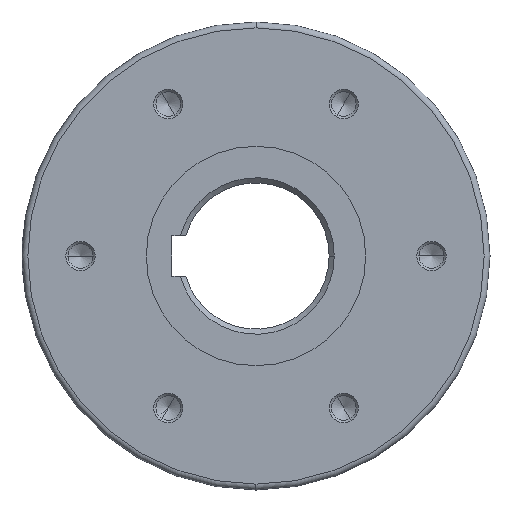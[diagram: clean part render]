
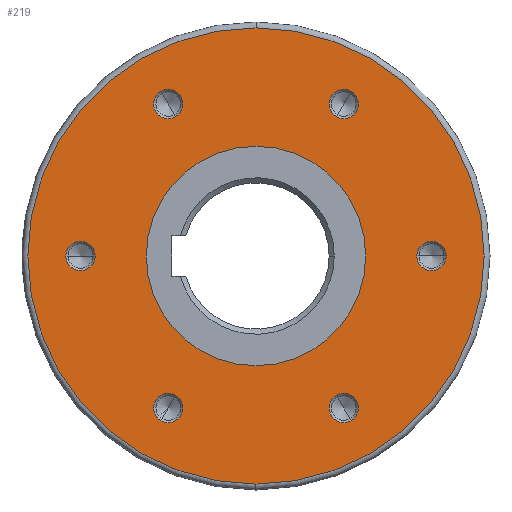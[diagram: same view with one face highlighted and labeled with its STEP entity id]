
A CAD part, left-side view. The second image highlights one B-rep face of the part: STEP entity #219.
In plain terms, the highlighted planar face has unit normal (-1, 0, 0).
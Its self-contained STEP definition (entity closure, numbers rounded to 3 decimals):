
#219=ADVANCED_FACE('',(#598,#599,#600,#601,#602,#603,#604,#605),#606,.T.);
#598=FACE_BOUND('',#1009,.T.);
#599=FACE_BOUND('',#1010,.T.);
#600=FACE_BOUND('',#1011,.T.);
#601=FACE_BOUND('',#1012,.T.);
#602=FACE_BOUND('',#1013,.T.);
#603=FACE_BOUND('',#1014,.T.);
#604=FACE_OUTER_BOUND('',#1015,.T.);
#605=FACE_BOUND('',#1016,.T.);
#606=PLANE('',#1017);
#1009=EDGE_LOOP('',(#2276,#2277));
#1010=EDGE_LOOP('',(#2278,#2279));
#1011=EDGE_LOOP('',(#2280,#2281));
#1012=EDGE_LOOP('',(#2282,#2283));
#1013=EDGE_LOOP('',(#2284,#2285));
#1014=EDGE_LOOP('',(#2286,#2287));
#1015=EDGE_LOOP('',(#2288,#2289,#2290));
#1016=EDGE_LOOP('',(#2291,#2292));
#1017=AXIS2_PLACEMENT_3D('',#2293,#2294,#2295);
#2276=ORIENTED_EDGE('',*,*,#2600,.T.);
#2277=ORIENTED_EDGE('',*,*,#2774,.T.);
#2278=ORIENTED_EDGE('',*,*,#2583,.T.);
#2279=ORIENTED_EDGE('',*,*,#2779,.T.);
#2280=ORIENTED_EDGE('',*,*,#2566,.T.);
#2281=ORIENTED_EDGE('',*,*,#2784,.T.);
#2282=ORIENTED_EDGE('',*,*,#2549,.T.);
#2283=ORIENTED_EDGE('',*,*,#2789,.T.);
#2284=ORIENTED_EDGE('',*,*,#2532,.T.);
#2285=ORIENTED_EDGE('',*,*,#2794,.T.);
#2286=ORIENTED_EDGE('',*,*,#2515,.T.);
#2287=ORIENTED_EDGE('',*,*,#2799,.T.);
#2288=ORIENTED_EDGE('',*,*,#2826,.T.);
#2289=ORIENTED_EDGE('',*,*,#2485,.T.);
#2290=ORIENTED_EDGE('',*,*,#2827,.T.);
#2291=ORIENTED_EDGE('',*,*,#2444,.F.);
#2292=ORIENTED_EDGE('',*,*,#2828,.F.);
#2293=CARTESIAN_POINT('',(-46.0,0.0,0.));
#2294=DIRECTION('',(-1.0,0.0,0.));
#2295=DIRECTION('',(0.,0.0,1.0));
#2444=EDGE_CURVE('',#2852,#2848,#2854,.T.);
#2485=EDGE_CURVE('',#2927,#2929,#2931,.T.);
#2515=EDGE_CURVE('',#2980,#2982,#2984,.T.);
#2532=EDGE_CURVE('',#3010,#3012,#3014,.T.);
#2549=EDGE_CURVE('',#3040,#3042,#3044,.T.);
#2566=EDGE_CURVE('',#3070,#3072,#3074,.T.);
#2583=EDGE_CURVE('',#3100,#3102,#3104,.T.);
#2600=EDGE_CURVE('',#3130,#3132,#3134,.T.);
#2774=EDGE_CURVE('',#3132,#3130,#3409,.T.);
#2779=EDGE_CURVE('',#3102,#3100,#3414,.T.);
#2784=EDGE_CURVE('',#3072,#3070,#3419,.T.);
#2789=EDGE_CURVE('',#3042,#3040,#3424,.T.);
#2794=EDGE_CURVE('',#3012,#3010,#3429,.T.);
#2799=EDGE_CURVE('',#2982,#2980,#3434,.T.);
#2826=EDGE_CURVE('',#3472,#2927,#3473,.T.);
#2827=EDGE_CURVE('',#2929,#3472,#3474,.T.);
#2828=EDGE_CURVE('',#2848,#2852,#3475,.T.);
#2848=VERTEX_POINT('',#3501);
#2852=VERTEX_POINT('',#3506);
#2854=CIRCLE('',#3509,37.5);
#2927=VERTEX_POINT('',#3742);
#2929=VERTEX_POINT('',#3744);
#2931=CIRCLE('',#3746,78.0);
#2980=VERTEX_POINT('',#3825);
#2982=VERTEX_POINT('',#3828);
#2984=CIRCLE('',#3831,5.0);
#3010=VERTEX_POINT('',#3865);
#3012=VERTEX_POINT('',#3868);
#3014=CIRCLE('',#3871,5.0);
#3040=VERTEX_POINT('',#3905);
#3042=VERTEX_POINT('',#3908);
#3044=CIRCLE('',#3911,5.0);
#3070=VERTEX_POINT('',#3945);
#3072=VERTEX_POINT('',#3948);
#3074=CIRCLE('',#3951,5.0);
#3100=VERTEX_POINT('',#3985);
#3102=VERTEX_POINT('',#3988);
#3104=CIRCLE('',#3991,5.0);
#3130=VERTEX_POINT('',#4025);
#3132=VERTEX_POINT('',#4028);
#3134=CIRCLE('',#4031,5.0);
#3409=CIRCLE('',#4455,5.0);
#3414=CIRCLE('',#4460,5.0);
#3419=CIRCLE('',#4465,5.0);
#3424=CIRCLE('',#4470,5.0);
#3429=CIRCLE('',#4475,5.0);
#3434=CIRCLE('',#4480,5.0);
#3472=VERTEX_POINT('',#4548);
#3473=CIRCLE('',#4549,78.0);
#3474=CIRCLE('',#4550,78.0);
#3475=CIRCLE('',#4551,37.5);
#3501=CARTESIAN_POINT('',(-46.0,0.,-37.5));
#3506=CARTESIAN_POINT('',(-46.0,0.,37.5));
#3509=AXIS2_PLACEMENT_3D('',#4586,#4587,#4588);
#3742=CARTESIAN_POINT('',(-46.0,0.,78.0));
#3744=CARTESIAN_POINT('',(-46.0,0.,-78.0));
#3746=AXIS2_PLACEMENT_3D('',#4681,#4682,#4683);
#3825=CARTESIAN_POINT('',(-46.0,65.0,0.0));
#3828=CARTESIAN_POINT('',(-46.0,55.0,0.));
#3831=AXIS2_PLACEMENT_3D('',#4737,#4738,#4739);
#3865=CARTESIAN_POINT('',(-46.0,32.5,56.292));
#3868=CARTESIAN_POINT('',(-46.0,27.5,47.631));
#3871=AXIS2_PLACEMENT_3D('',#4768,#4769,#4770);
#3905=CARTESIAN_POINT('',(-46.0,-32.5,56.292));
#3908=CARTESIAN_POINT('',(-46.0,-27.5,47.631));
#3911=AXIS2_PLACEMENT_3D('',#4799,#4800,#4801);
#3945=CARTESIAN_POINT('',(-46.0,-65.0,0.));
#3948=CARTESIAN_POINT('',(-46.0,-55.0,0.));
#3951=AXIS2_PLACEMENT_3D('',#4830,#4831,#4832);
#3985=CARTESIAN_POINT('',(-46.0,-32.5,-56.292));
#3988=CARTESIAN_POINT('',(-46.0,-27.5,-47.631));
#3991=AXIS2_PLACEMENT_3D('',#4861,#4862,#4863);
#4025=CARTESIAN_POINT('',(-46.0,32.5,-56.292));
#4028=CARTESIAN_POINT('',(-46.0,27.5,-47.631));
#4031=AXIS2_PLACEMENT_3D('',#4892,#4893,#4894);
#4455=AXIS2_PLACEMENT_3D('',#5241,#5242,#5243);
#4460=AXIS2_PLACEMENT_3D('',#5256,#5257,#5258);
#4465=AXIS2_PLACEMENT_3D('',#5271,#5272,#5273);
#4470=AXIS2_PLACEMENT_3D('',#5286,#5287,#5288);
#4475=AXIS2_PLACEMENT_3D('',#5301,#5302,#5303);
#4480=AXIS2_PLACEMENT_3D('',#5316,#5317,#5318);
#4548=CARTESIAN_POINT('',(-46.0,-78.0,0.));
#4549=AXIS2_PLACEMENT_3D('',#5367,#5368,#5369);
#4550=AXIS2_PLACEMENT_3D('',#5370,#5371,#5372);
#4551=AXIS2_PLACEMENT_3D('',#5373,#5374,#5375);
#4586=CARTESIAN_POINT('',(-46.0,0.0,0.0));
#4587=DIRECTION('',(-1.0,0.0,0.));
#4588=DIRECTION('',(0.,0.0,-1.0));
#4681=CARTESIAN_POINT('',(-46.0,0.0,0.));
#4682=DIRECTION('',(-1.0,-0.0,0.));
#4683=DIRECTION('',(0.0,-1.0,0.0));
#4737=CARTESIAN_POINT('',(-46.0,60.0,0.0));
#4738=DIRECTION('',(1.0,-0.0,0.));
#4739=DIRECTION('',(0.0,1.0,0.0));
#4768=CARTESIAN_POINT('',(-46.0,30.0,51.962));
#4769=DIRECTION('',(1.0,0.0,0.));
#4770=DIRECTION('',(0.,0.5,0.866));
#4799=CARTESIAN_POINT('',(-46.0,-30.0,51.962));
#4800=DIRECTION('',(1.0,0.0,0.));
#4801=DIRECTION('',(0.,-0.5,0.866));
#4830=CARTESIAN_POINT('',(-46.0,-60.0,0.));
#4831=DIRECTION('',(1.0,0.0,0.));
#4832=DIRECTION('',(0.,-1.0,0.));
#4861=CARTESIAN_POINT('',(-46.0,-30.0,-51.962));
#4862=DIRECTION('',(1.0,0.0,0.));
#4863=DIRECTION('',(0.,-0.5,-0.866));
#4892=CARTESIAN_POINT('',(-46.0,30.0,-51.962));
#4893=DIRECTION('',(1.0,0.0,0.));
#4894=DIRECTION('',(0.,0.5,-0.866));
#5241=CARTESIAN_POINT('',(-46.0,30.0,-51.962));
#5242=DIRECTION('',(1.0,0.0,0.));
#5243=DIRECTION('',(0.,0.5,-0.866));
#5256=CARTESIAN_POINT('',(-46.0,-30.0,-51.962));
#5257=DIRECTION('',(1.0,0.0,0.));
#5258=DIRECTION('',(0.,-0.5,-0.866));
#5271=CARTESIAN_POINT('',(-46.0,-60.0,0.));
#5272=DIRECTION('',(1.0,0.0,0.));
#5273=DIRECTION('',(0.,-1.0,0.));
#5286=CARTESIAN_POINT('',(-46.0,-30.0,51.962));
#5287=DIRECTION('',(1.0,0.0,0.));
#5288=DIRECTION('',(0.,-0.5,0.866));
#5301=CARTESIAN_POINT('',(-46.0,30.0,51.962));
#5302=DIRECTION('',(1.0,0.0,0.));
#5303=DIRECTION('',(0.,0.5,0.866));
#5316=CARTESIAN_POINT('',(-46.0,60.0,0.0));
#5317=DIRECTION('',(1.0,-0.0,0.));
#5318=DIRECTION('',(0.0,1.0,0.0));
#5367=CARTESIAN_POINT('',(-46.0,0.0,0.));
#5368=DIRECTION('',(-1.0,-0.0,0.));
#5369=DIRECTION('',(0.0,-1.0,0.0));
#5370=CARTESIAN_POINT('',(-46.0,0.0,0.));
#5371=DIRECTION('',(-1.0,-0.0,0.));
#5372=DIRECTION('',(0.0,-1.0,0.0));
#5373=CARTESIAN_POINT('',(-46.0,0.0,0.0));
#5374=DIRECTION('',(-1.0,0.0,0.));
#5375=DIRECTION('',(0.,0.0,-1.0));
